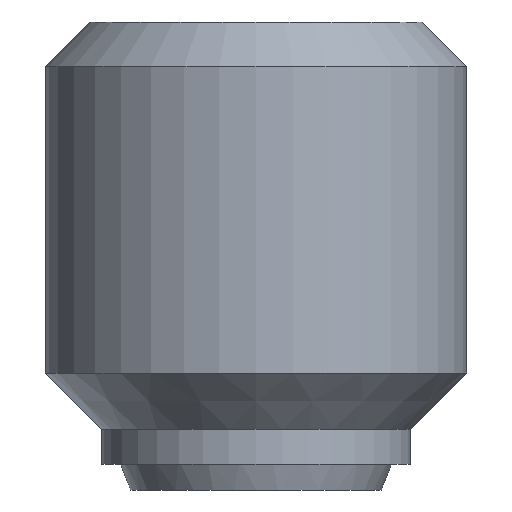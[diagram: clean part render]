
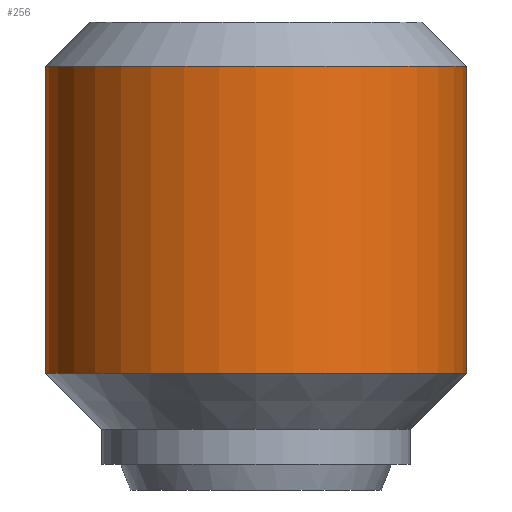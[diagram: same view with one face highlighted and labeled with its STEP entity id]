
A CAD part, front view. The second image highlights one B-rep face of the part: STEP entity #256.
In plain terms, the highlighted cylindrical face has radius 9 mm (diameter 18 mm), a partial arc.
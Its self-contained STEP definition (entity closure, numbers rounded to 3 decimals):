
#142=VERTEX_POINT('',#344);
#154=EDGE_CURVE('',#212,#274,#358,.T.);
#208=VERTEX_POINT('',#421);
#212=VERTEX_POINT('',#425);
#214=EDGE_CURVE('',#274,#142,#427,.T.);
#252=EDGE_CURVE('',#208,#142,#467,.T.);
#254=EDGE_CURVE('',#208,#212,#469,.T.);
#256=ADVANCED_FACE('',(#471),#472,.T.);
#274=VERTEX_POINT('',#493);
#344=CARTESIAN_POINT('',(9.,0.,-15.));
#358=CIRCLE('',#582,9.0);
#421=CARTESIAN_POINT('',(-9.,0.,-15.));
#425=CARTESIAN_POINT('',(-9.,0.,-1.9));
#427=LINE('',#684,#685);
#467=CIRCLE('',#752,9.0);
#469=LINE('',#755,#756);
#471=FACE_OUTER_BOUND('',#758,.T.);
#472=CYLINDRICAL_SURFACE('',#759,9.0);
#493=CARTESIAN_POINT('',(9.,0.,-1.9));
#582=AXIS2_PLACEMENT_3D('',#896,#897,#898);
#684=CARTESIAN_POINT('',(9.,0.,-8.45));
#685=VECTOR('',#982,1.0);
#752=AXIS2_PLACEMENT_3D('',#1011,#1012,#1013);
#755=CARTESIAN_POINT('',(-9.,0.,-8.45));
#756=VECTOR('',#1014,1.0);
#758=EDGE_LOOP('',(#1016,#1017,#1018,#1019));
#759=AXIS2_PLACEMENT_3D('',#1020,#1021,#1022);
#896=CARTESIAN_POINT('',(0.,0.,-1.9));
#897=DIRECTION('',(0.0,0.0,1.0));
#898=DIRECTION('',(-1.0,0.,0.0));
#982=DIRECTION('',(-0.0,-0.0,-1.0));
#1011=CARTESIAN_POINT('',(0.,0.,-15.));
#1012=DIRECTION('',(0.0,0.0,1.0));
#1013=DIRECTION('',(-1.0,0.,0.0));
#1014=DIRECTION('',(0.0,0.0,1.0));
#1016=ORIENTED_EDGE('',*,*,#254,.F.);
#1017=ORIENTED_EDGE('',*,*,#252,.T.);
#1018=ORIENTED_EDGE('',*,*,#214,.F.);
#1019=ORIENTED_EDGE('',*,*,#154,.F.);
#1020=CARTESIAN_POINT('',(0.,0.,-8.45));
#1021=DIRECTION('',(-0.0,-0.0,-1.0));
#1022=DIRECTION('',(-1.0,0.,0.0));
